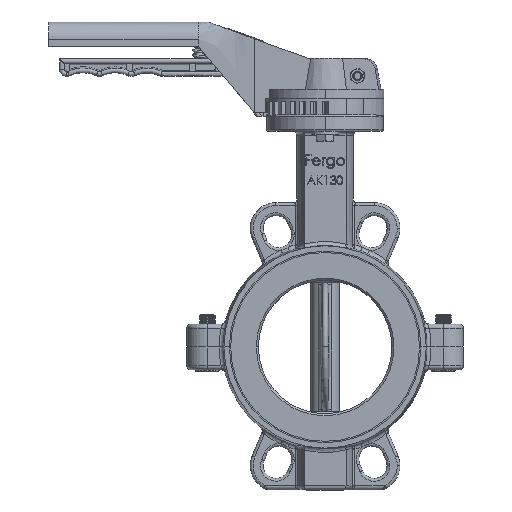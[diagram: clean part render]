
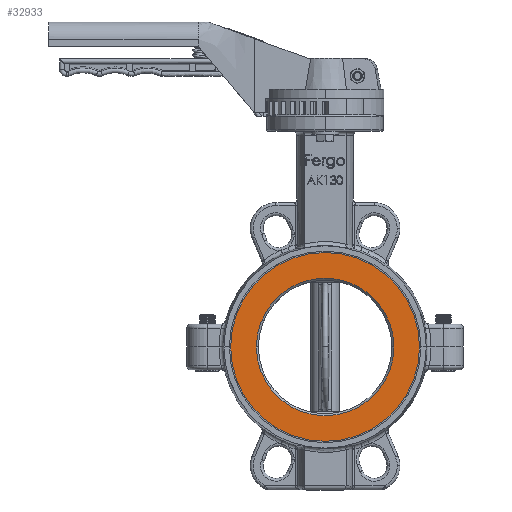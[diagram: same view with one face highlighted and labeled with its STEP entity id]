
A CAD part, top view. The second image highlights one B-rep face of the part: STEP entity #32933.
In plain terms, the highlighted planar face has unit normal (0, 0, 1).
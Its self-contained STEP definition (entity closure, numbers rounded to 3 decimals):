
#1233 = DIRECTION ( 'NONE',  ( 0., -1., 0. ) ) ;
#12086 = CARTESIAN_POINT ( 'NONE',  ( -70., 0., 26. ) ) ;
#12295 = FACE_BOUND ( 'NONE', #29295, .T. ) ;
#23116 = VERTEX_POINT ( 'NONE', #91062 ) ;
#23337 = DIRECTION ( 'NONE',  ( 1., 0., 0. ) ) ;
#24155 = DIRECTION ( 'NONE',  ( 1., 0., 0. ) ) ;
#26549 = DIRECTION ( 'NONE',  ( 1., 0., 0. ) ) ;
#26648 = AXIS2_PLACEMENT_3D ( 'NONE', #45179, #73044, #26549 ) ;
#29295 = EDGE_LOOP ( 'NONE', ( #48643, #54588 ) ) ;
#30220 = CIRCLE ( 'NONE', #99559, 51. ) ;
#32933 = ADVANCED_FACE ( 'NONE', ( #12295, #77402 ), #86721, .F. ) ;
#34481 = CARTESIAN_POINT ( 'NONE',  ( 0., 0., 26. ) ) ;
#38691 = VERTEX_POINT ( 'NONE', #12086 ) ;
#40298 = CARTESIAN_POINT ( 'NONE',  ( 51., 0., 26. ) ) ;
#41421 = DIRECTION ( 'NONE',  ( 0., 0., 1. ) ) ;
#42639 = DIRECTION ( 'NONE',  ( 1., 0., 0. ) ) ;
#43381 = DIRECTION ( 'NONE',  ( 0., 0., 1. ) ) ;
#43527 = ORIENTED_EDGE ( 'NONE', *, *, #63507, .T. ) ;
#45179 = CARTESIAN_POINT ( 'NONE',  ( 0., 0., 26. ) ) ;
#48643 = ORIENTED_EDGE ( 'NONE', *, *, #86913, .F. ) ;
#52528 = CARTESIAN_POINT ( 'NONE',  ( 0., 0., 26. ) ) ;
#54431 = CIRCLE ( 'NONE', #26648, 70. ) ;
#54588 = ORIENTED_EDGE ( 'NONE', *, *, #77445, .F. ) ;
#58868 = DIRECTION ( 'NONE',  ( 0., 0., -1. ) ) ;
#59298 = AXIS2_PLACEMENT_3D ( 'NONE', #88633, #43381, #24155 ) ;
#63507 = EDGE_CURVE ( 'NONE', #23116, #38691, #118721, .T. ) ;
#63683 = VERTEX_POINT ( 'NONE', #86675 ) ;
#73044 = DIRECTION ( 'NONE',  ( 0., 0., 1. ) ) ;
#73219 = EDGE_LOOP ( 'NONE', ( #43527, #106968 ) ) ;
#77402 = FACE_OUTER_BOUND ( 'NONE', #73219, .T. ) ;
#77445 = EDGE_CURVE ( 'NONE', #63683, #118276, #30220, .T. ) ;
#80762 = AXIS2_PLACEMENT_3D ( 'NONE', #52528, #41421, #42639 ) ;
#86675 = CARTESIAN_POINT ( 'NONE',  ( -51., 0., 26. ) ) ;
#86721 = PLANE ( 'NONE',  #121092 ) ;
#86913 = EDGE_CURVE ( 'NONE', #118276, #63683, #116477, .T. ) ;
#88633 = CARTESIAN_POINT ( 'NONE',  ( 0., 0., 26. ) ) ;
#91062 = CARTESIAN_POINT ( 'NONE',  ( 70., 0., 26. ) ) ;
#99559 = AXIS2_PLACEMENT_3D ( 'NONE', #34481, #108349, #23337 ) ;
#106027 = CARTESIAN_POINT ( 'NONE',  ( 0., 70., 26. ) ) ;
#106968 = ORIENTED_EDGE ( 'NONE', *, *, #122516, .T. ) ;
#108349 = DIRECTION ( 'NONE',  ( 0., 0., 1. ) ) ;
#116477 = CIRCLE ( 'NONE', #80762, 51. ) ;
#118276 = VERTEX_POINT ( 'NONE', #40298 ) ;
#118721 = CIRCLE ( 'NONE', #59298, 70. ) ;
#121092 = AXIS2_PLACEMENT_3D ( 'NONE', #106027, #58868, #1233 ) ;
#122516 = EDGE_CURVE ( 'NONE', #38691, #23116, #54431, .T. ) ;
